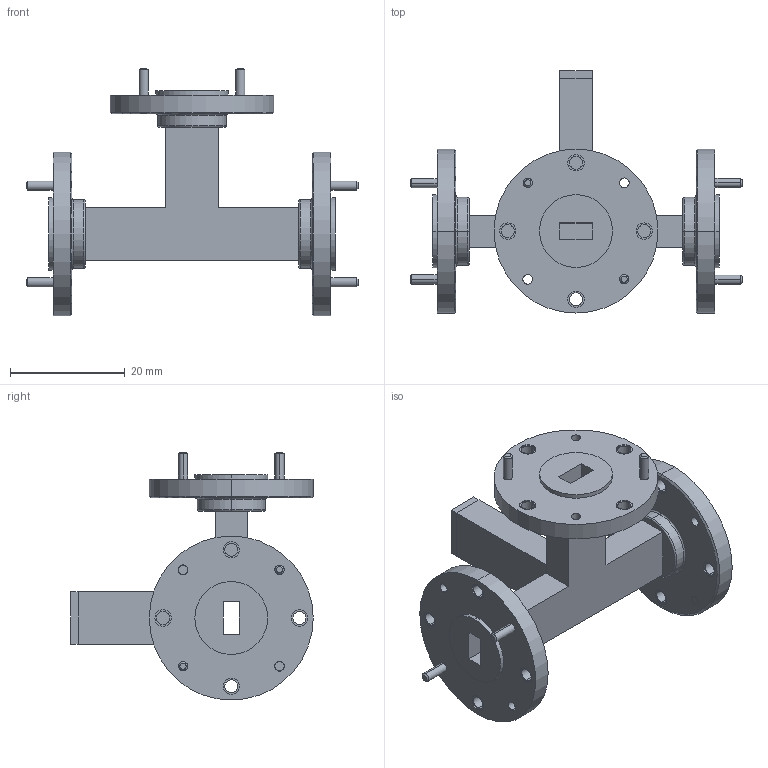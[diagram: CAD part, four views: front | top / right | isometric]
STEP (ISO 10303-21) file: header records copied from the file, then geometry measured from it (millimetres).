
FILE_DESCRIPTION (( 'STEP AP214' ), '1' );
FILE_NAME ('FMW22DV001_3D.step', '2023-09-14T19:03:24', ( '' ), ( '' ), 'SwSTEP 2.0', 'SolidWorks 2022', '' );
FILE_SCHEMA (( 'AUTOMOTIVE_DESIGN' ));
Length unit declared in the file: inch
Products named in the file (1): FMW22DV001_3D
Bounding box: 57.92 x 42.3 x 43.26 mm (x, y, z)
Volume: 9611.2 mm3; surface area: 9088.4 mm2
Topology: 1 solids, 1 shells, 230 faces, 518 edges, 334 vertices
Faces by surface type: cylinder 126, plane 74, cone 18, torus 12
Entity records: 6644 total; most frequent: DIRECTION 1274, CARTESIAN_POINT 1083, ORIENTED_EDGE 1036, AXIS2_PLACEMENT_3D 525, EDGE_CURVE 518, VERTEX_POINT 334, EDGE_LOOP 314, CIRCLE 294
